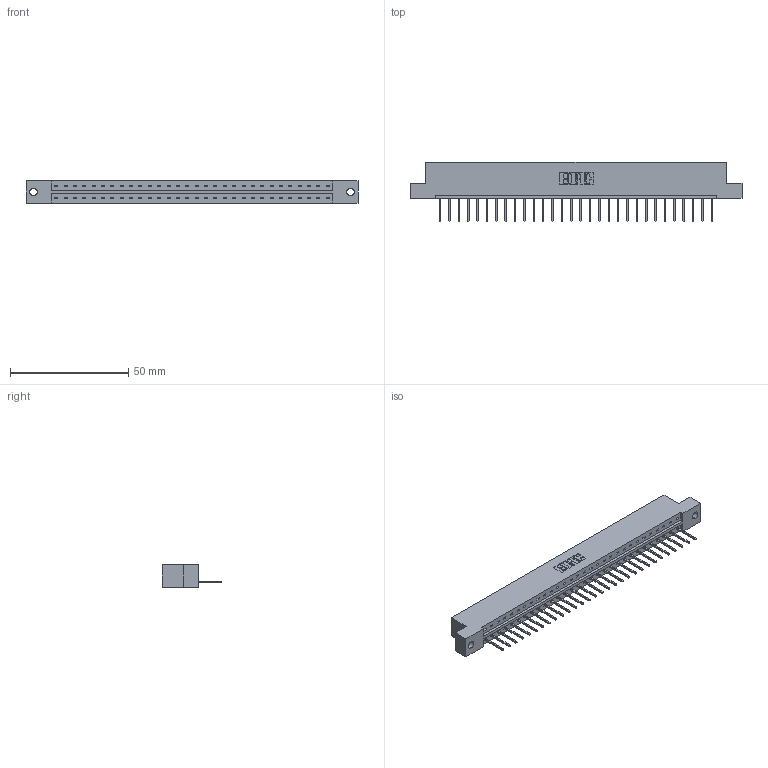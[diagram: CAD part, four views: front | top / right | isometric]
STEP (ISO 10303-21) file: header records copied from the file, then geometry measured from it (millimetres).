
FILE_DESCRIPTION (( 'STEP AP203' ), '1' );
FILE_NAME ('833-030-523-102.STEP', '2020-06-02T12:24:49', ( '' ), ( '' ), 'SwSTEP 2.0', 'SolidWorks 2020', '' );
FILE_SCHEMA (( 'CONFIG_CONTROL_DESIGN' ));
Length unit declared in the file: inch
Products named in the file (3): 833-030-523-102; 833 Part_Flush - .128 Dia; 345-292-001_345-293-123
Assembly tree (31 placements, depth 2):
  833-030-523-102
    833 Part_Flush - .128 Dia
    345-292-001_345-293-123  x30
Bounding box: 140.41 x 25.15 x 9.4 mm (x, y, z)
Volume: 13977.8 mm3; surface area: 14803.7 mm2
Topology: 31 solids, 31 shells, 1854 faces, 5591 edges, 3686 vertices
Faces by surface type: plane 1330, cylinder 524
Entity records: 19913 total; most frequent: CARTESIAN_POINT 3444, ORIENTED_EDGE 3410, DIRECTION 2929, EDGE_CURVE 1705, LINE 1577, VECTOR 1577, VERTEX_POINT 1134, AXIS2_PLACEMENT_3D 676
